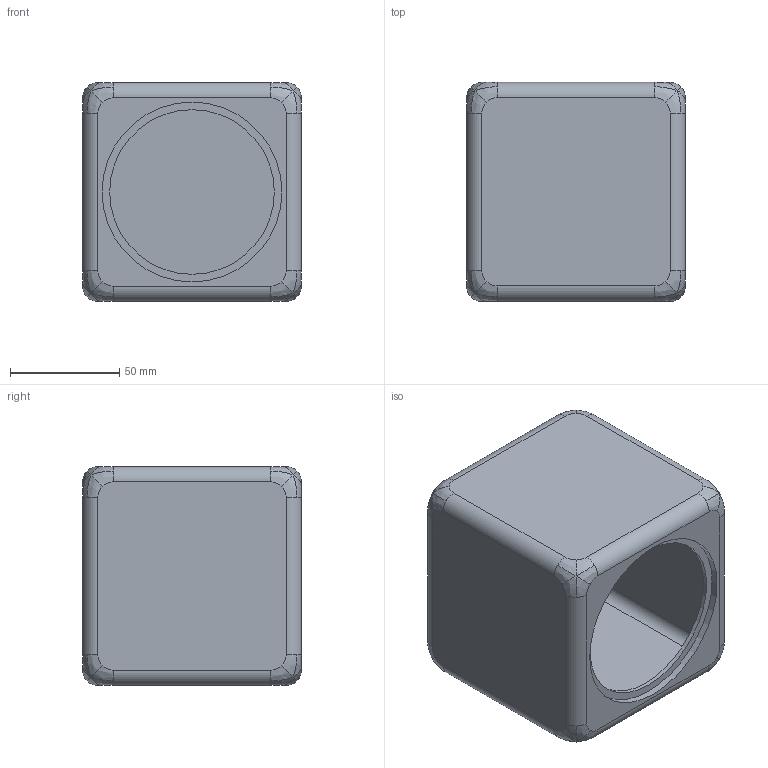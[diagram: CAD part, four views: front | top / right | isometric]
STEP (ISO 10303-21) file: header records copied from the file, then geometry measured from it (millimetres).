
FILE_DESCRIPTION(/* description */ (''),/* implementation_level */ '2;1');
FILE_NAME(/* name */ 'Solar_Cube_10x10.step',/* time_stamp */ '2024-08-30T22:22:31+02:00',/* author */ (''),/* organization */ (''),/* preprocessor_version */ 'ST-DEVELOPER v20',/* originating_system */ 'Autodesk Translation Framework v13.14.0.145',/* authorisation */ '');
FILE_SCHEMA (('AUTOMOTIVE_DESIGN { 1 0 10303 214 3 1 1 }'));
Length unit declared in the file: millimetre
Products named in the file (1): solar
Bounding box: 100 x 100 x 100 mm (x, y, z)
Volume: 106427.6 mm3; surface area: 102175.3 mm2
Topology: 1 solids, 1 shells, 143 faces, 358 edges, 220 vertices
Faces by surface type: bspline 96, cylinder 30, plane 17
Full cylindrical faces by diameter (mm): 75.2 x1, 82.2 x1
Entity records: 9041 total; most frequent: CARTESIAN_POINT 5906, ORIENTED_EDGE 716, DIRECTION 558, EDGE_CURVE 358, AXIS2_PLACEMENT_3D 248, VERTEX_POINT 220, CIRCLE 200, EDGE_LOOP 146
